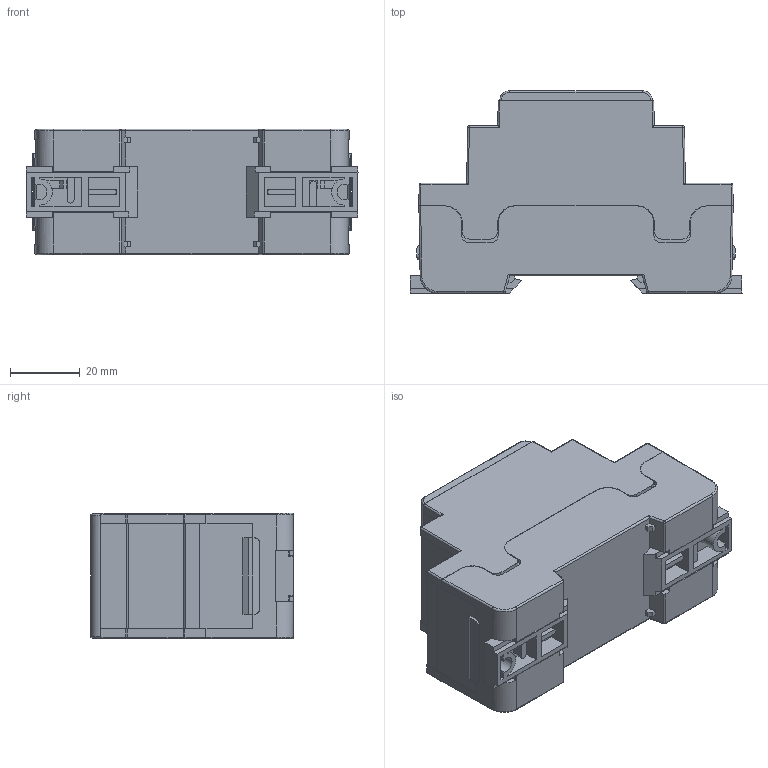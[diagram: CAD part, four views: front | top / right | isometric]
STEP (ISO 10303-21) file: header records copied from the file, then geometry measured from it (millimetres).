
FILE_DESCRIPTION (( 'STEP AP203' ), '1' );
FILE_NAME ('449-320-40.STEP', '2021-08-24T11:26:20', ( '' ), ( '' ), 'SwSTEP 2.0', 'SolidWorks 2018', '' );
FILE_SCHEMA (( 'CONFIG_CONTROL_DESIGN' ));
Length unit declared in the file: millimetre
Products named in the file (5): 044932021; 449-320-40; 044900300; 044932041; 044900400_044900400
Assembly tree (6 placements, depth 2):
  449-320-40
    044932041
    044932021
    044900300  x2
    044900400_044900400  x2
Bounding box: 95 x 58 x 36 mm (x, y, z)
Volume: 35782.7 mm3; surface area: 51539.3 mm2
Topology: 6 solids, 6 shells, 977 faces, 2700 edges, 1748 vertices
Faces by surface type: plane 815, cylinder 136, sphere 12, cone 6, bspline 4, torus 4
Entity records: 24514 total; most frequent: CARTESIAN_POINT 4528, ORIENTED_EDGE 4190, DIRECTION 3791, EDGE_CURVE 2095, LINE 1805, VECTOR 1805, VERTEX_POINT 1362, AXIS2_PLACEMENT_3D 993
